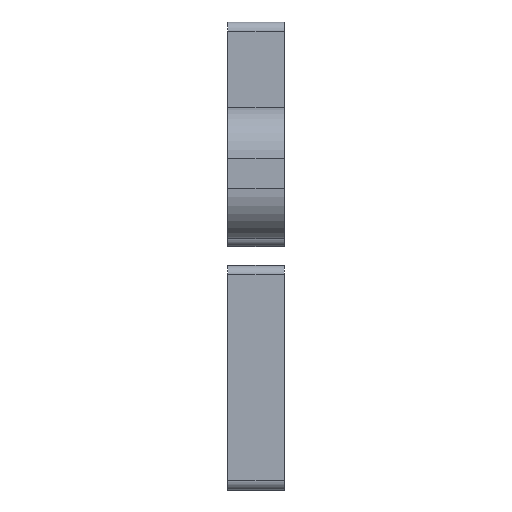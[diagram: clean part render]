
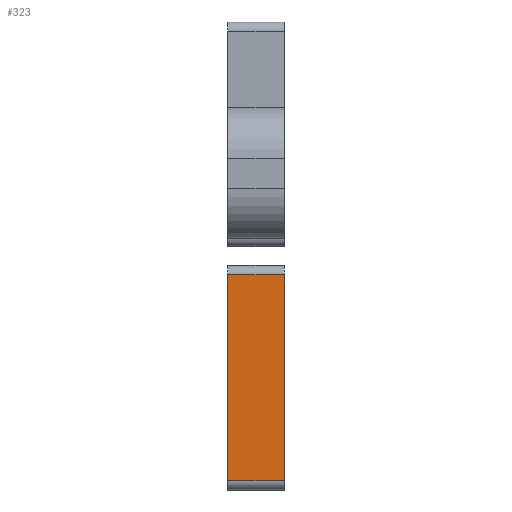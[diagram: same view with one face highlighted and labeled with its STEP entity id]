
A CAD part, front view. The second image highlights one B-rep face of the part: STEP entity #323.
In plain terms, the highlighted planar face has unit normal (0, -1, 0).
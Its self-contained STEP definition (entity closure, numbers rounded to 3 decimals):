
#221=VECTOR('Line Direction',#220,1.) ;
#300=VECTOR('Line Direction',#299,1.) ;
#309=VECTOR('Line Direction',#308,1.) ;
#314=VECTOR('Line Direction',#313,1.) ;
#220=DIRECTION('Vector Direction',(-1.,0.,0.)) ;
#294=DIRECTION('Axis2P3D Direction',(0.,1.,0.)) ;
#295=DIRECTION('Axis2P3D XDirection',(0.,0.,-1.)) ;
#299=DIRECTION('Vector Direction',(-1.,0.,0.)) ;
#308=DIRECTION('Vector Direction',(0.,0.,-1.)) ;
#313=DIRECTION('Vector Direction',(0.,0.,-1.)) ;
#209=CARTESIAN_POINT('Vertex',(-30.,-399.209,-125.)) ;
#216=CARTESIAN_POINT('Vertex',(0.,-399.209,-125.)) ;
#219=CARTESIAN_POINT('Line Origine',(-15.,-399.209,-125.)) ;
#293=CARTESIAN_POINT('Axis2P3D Location',(0.,-399.209,-10.)) ;
#298=CARTESIAN_POINT('Line Origine',(-15.,-399.209,-15.)) ;
#302=CARTESIAN_POINT('Vertex',(0.,-399.209,-15.)) ;
#304=CARTESIAN_POINT('Vertex',(-30.,-399.209,-15.)) ;
#307=CARTESIAN_POINT('Line Origine',(-30.,-399.209,-70.)) ;
#312=CARTESIAN_POINT('Line Origine',(0.,-399.209,-70.)) ;
#296=AXIS2_PLACEMENT_3D('Plane Axis2P3D',#293,#294,#295) ;
#223=EDGE_CURVE('',#217,#210,#222,.T.) ;
#306=EDGE_CURVE('',#303,#305,#301,.T.) ;
#311=EDGE_CURVE('',#210,#305,#310,.F.) ;
#316=EDGE_CURVE('',#217,#303,#315,.F.) ;
#297=PLANE('',#296) ;
#318=ORIENTED_EDGE('',*,*,#306,.T.) ;
#319=ORIENTED_EDGE('',*,*,#311,.F.) ;
#320=ORIENTED_EDGE('',*,*,#223,.F.) ;
#321=ORIENTED_EDGE('',*,*,#316,.T.) ;
#222=LINE('Line',#219,#221) ;
#301=LINE('Line',#298,#300) ;
#310=LINE('Line',#307,#309) ;
#315=LINE('Line',#312,#314) ;
#323=ADVANCED_FACE('PartBody',(#322),#297,.F.) ;
#210=VERTEX_POINT('',#209) ;
#217=VERTEX_POINT('',#216) ;
#303=VERTEX_POINT('',#302) ;
#305=VERTEX_POINT('',#304) ;
#317=EDGE_LOOP('',(#318,#319,#320,#321)) ;
#322=FACE_OUTER_BOUND('',#317,.T.) ;
